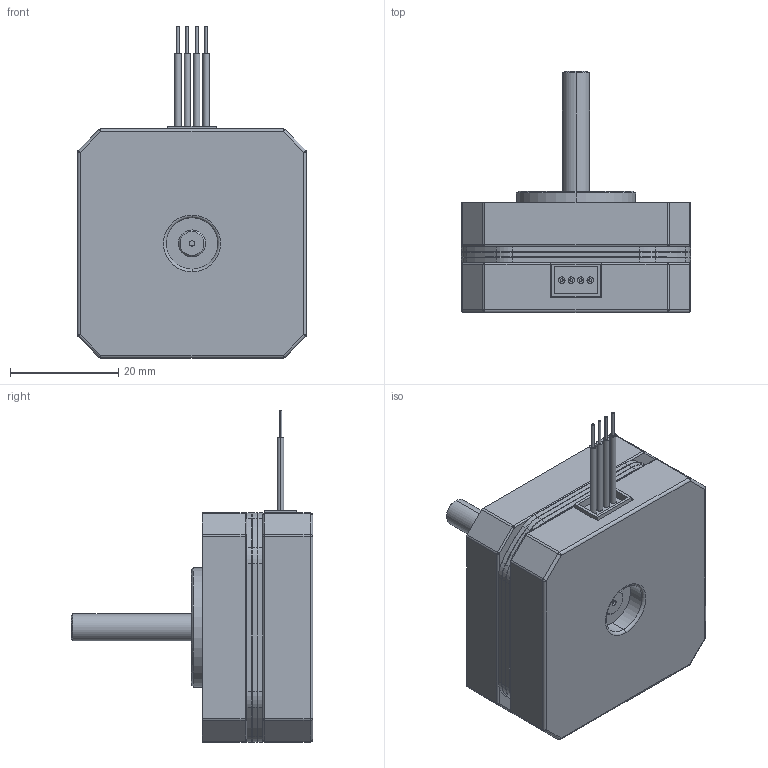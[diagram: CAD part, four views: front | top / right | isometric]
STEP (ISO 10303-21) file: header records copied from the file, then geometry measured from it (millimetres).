
FILE_DESCRIPTION (( 'STEP AP214' ), '1' );
FILE_NAME ('Nema 17 Stepper Motor length 21mm.STEP', '2017-12-11T21:47:09', ( '' ), ( '' ), 'SwSTEP 2.0', 'SolidWorks 2016', '' );
FILE_SCHEMA (( 'AUTOMOTIVE_DESIGN' ));
Length unit declared in the file: millimetre
Products named in the file (1): Nema 17  Stepper Motor length 21mm
Bounding box: 42.3 x 44.6 x 61.3 mm (x, y, z)
Volume: 36262.1 mm3; surface area: 21747.8 mm2
Topology: 14 solids, 14 shells, 340 faces, 741 edges, 432 vertices
Faces by surface type: cylinder 123, plane 103, cone 86, torus 20, sphere 8
Entity records: 11238 total; most frequent: DIRECTION 1771, CARTESIAN_POINT 1506, ORIENTED_EDGE 1466, EDGE_CURVE 733, AXIS2_PLACEMENT_3D 697, VERTEX_POINT 432, LINE 377, VECTOR 377
